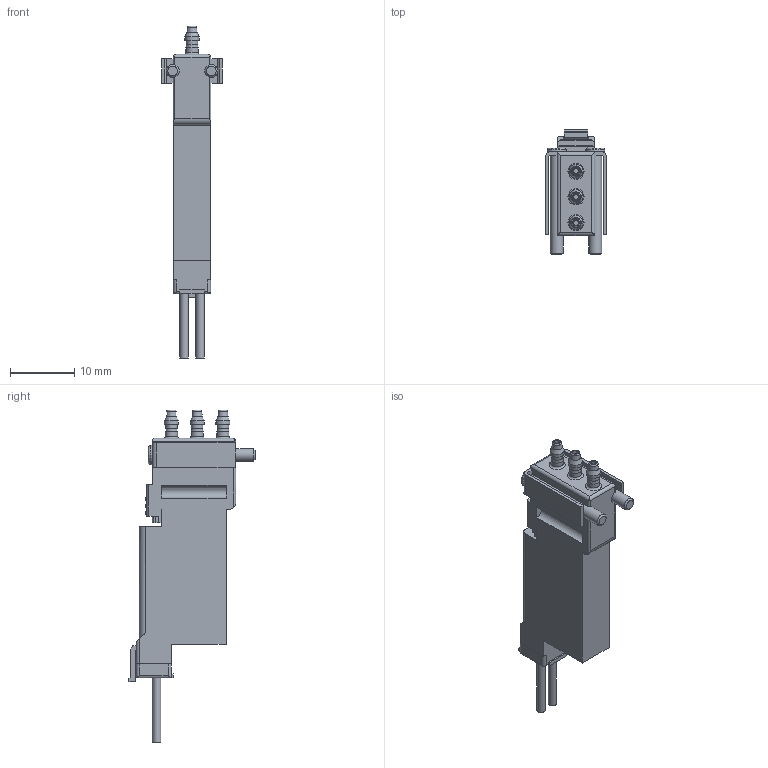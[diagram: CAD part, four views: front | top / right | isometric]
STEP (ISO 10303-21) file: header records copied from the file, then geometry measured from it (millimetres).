
FILE_DESCRIPTION(/* description */ ('STEP AP214'),/* implementation_level */ '2;1');
FILE_NAME(/* name */ '8122782_VOVK-BT6-M32C-MN-1H5ZP-B3F',/* time_stamp */ '2024-09-17T01:44:51+02:00',/* author */ ('License CC BY-ND 4.0'),/* organization */ ('CADENAS'),/* preprocessor_version */ 'ST-DEVELOPER v19.3',/* originating_system */ 'PARTsolutions',/* authorisation */ ' ');
FILE_SCHEMA (('AUTOMOTIVE_DESIGN {1 0 10303 214 3 1 1}'));
Length unit declared in the file: millimetre
Products named in the file (1): 8122782 VOVK-BT6-M32C-MN-1H5ZP-B3F---(high)
Bounding box: 9.4 x 19.6 x 51.6 mm (x, y, z)
Volume: 2797 mm3; surface area: 2203.2 mm2
Topology: 1 solids, 1 shells, 201 faces, 518 edges, 334 vertices
Faces by surface type: plane 121, cylinder 59, cone 13, torus 8
Full cylindrical faces by diameter (mm): 0.8 x3, 1.3 x2, 1.8 x3, 1.9 x3, 2 x2, 2.2 x3
Entity records: 5899 total; most frequent: CARTESIAN_POINT 1069, DIRECTION 983, ORIENTED_EDGE 954, EDGE_CURVE 477, LINE 335, VECTOR 335, VERTEX_POINT 330, AXIS2_PLACEMENT_3D 324
